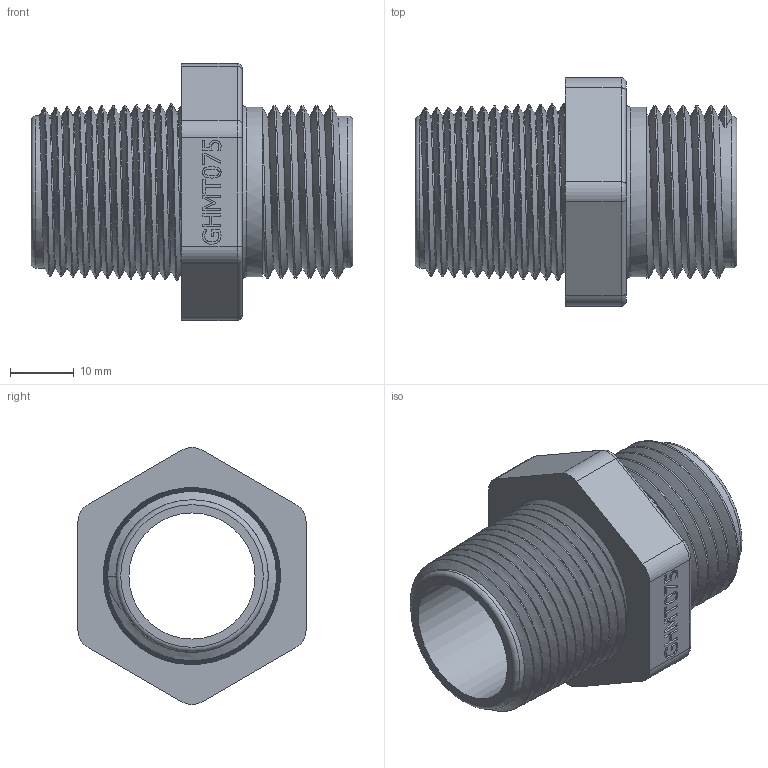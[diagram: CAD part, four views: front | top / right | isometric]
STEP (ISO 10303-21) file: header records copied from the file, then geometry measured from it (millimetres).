
FILE_DESCRIPTION(/* description */ ('3/4" MALE NPT X 3/4" MALE GARDEN HOSE THD '),/* implementation_level */ '2;1');
FILE_NAME(/* name */ 'GHMT075MPT.stp',/* time_stamp */ '2015-07-28T08:41:32-04:00',/* author */ ('MJC'),/* organization */ (''),/* preprocessor_version */ 'ST-DEVELOPER v15.6',/* originating_system */ 'Autodesk Inventor 2015',/* authorisation */ '');
FILE_SCHEMA (('AUTOMOTIVE_DESIGN { 1 0 10303 214 3 1 1 }'));
Length unit declared in the file: inch
Products named in the file (2): GHMT075MPTZ; GHMT075MPT
Assembly tree (1 placements, depth 2):
  GHMT075MPT
    GHMT075MPTZ
Bounding box: 50.55 x 35.84 x 40.4 mm (x, y, z)
Volume: 16290.8 mm3; surface area: 11327.4 mm2
Topology: 1 solids, 1 shells, 237 faces, 623 edges, 407 vertices
Faces by surface type: plane 119, bspline 74, cylinder 18, cone 17, torus 9
Full cylindrical faces by diameter (mm): 19.812 x1, 26.67 x1
Entity records: 11080 total; most frequent: CARTESIAN_POINT 6022, ORIENTED_EDGE 1162, DIRECTION 778, EDGE_CURVE 581, VERTEX_POINT 383, LINE 376, VECTOR 376, EDGE_LOOP 252
